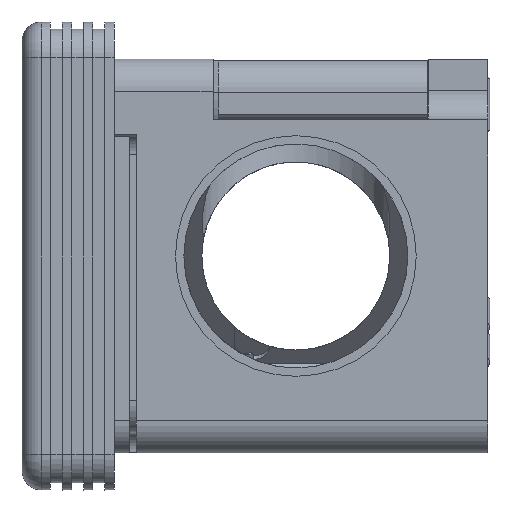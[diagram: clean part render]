
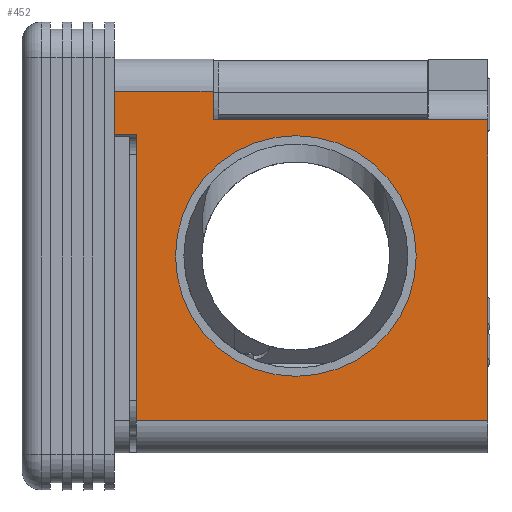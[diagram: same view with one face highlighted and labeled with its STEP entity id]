
A CAD part, left-side view. The second image highlights one B-rep face of the part: STEP entity #452.
In plain terms, the highlighted planar face has unit normal (-1, 0, 0).
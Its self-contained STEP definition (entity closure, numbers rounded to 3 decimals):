
#203 = VERTEX_POINT ( 'NONE', #10442 ) ;
#291 = DIRECTION ( 'NONE',  ( 0., 1., 0. ) ) ;
#452 = ADVANCED_FACE ( 'NONE', ( #5226, #15166 ), #13385, .F. ) ;
#763 = VERTEX_POINT ( 'NONE', #16600 ) ;
#1085 = VECTOR ( 'NONE', #21175, 1000. ) ;
#1363 = VECTOR ( 'NONE', #15207, 1000. ) ;
#1560 = CIRCLE ( 'NONE', #10025, 12.802 ) ;
#2151 = EDGE_CURVE ( 'NONE', #203, #18970, #7132, .T. ) ;
#2219 = VERTEX_POINT ( 'NONE', #15986 ) ;
#2235 = ORIENTED_EDGE ( 'NONE', *, *, #10109, .T. ) ;
#2334 = ORIENTED_EDGE ( 'NONE', *, *, #10248, .F. ) ;
#3679 = CARTESIAN_POINT ( 'NONE',  ( -51.937, 31.167, -48.795 ) ) ;
#4428 = EDGE_CURVE ( 'NONE', #19247, #18991, #16426, .T. ) ;
#4497 = CARTESIAN_POINT ( 'NONE',  ( -51.937, 31.167, -14.886 ) ) ;
#4528 = ORIENTED_EDGE ( 'NONE', *, *, #4428, .F. ) ;
#5226 = FACE_BOUND ( 'NONE', #7840, .T. ) ;
#5266 = DIRECTION ( 'NONE',  ( 0., 0., -1. ) ) ;
#5288 = LINE ( 'NONE', #18772, #19921 ) ;
#5611 = ORIENTED_EDGE ( 'NONE', *, *, #15506, .F. ) ;
#5655 = CARTESIAN_POINT ( 'NONE',  ( -51.937, 20.222, -13.362 ) ) ;
#6347 = EDGE_CURVE ( 'NONE', #2219, #203, #19491, .T. ) ;
#6720 = CARTESIAN_POINT ( 'NONE',  ( -51.937, -8.988, -48.795 ) ) ;
#7132 = LINE ( 'NONE', #20200, #9443 ) ;
#7157 = ORIENTED_EDGE ( 'NONE', *, *, #19946, .F. ) ;
#7644 = CARTESIAN_POINT ( 'NONE',  ( -51.937, 31.167, -14.886 ) ) ;
#7701 = DIRECTION ( 'NONE',  ( 0., 1., 0. ) ) ;
#7840 = EDGE_LOOP ( 'NONE', ( #18118 ) ) ;
#7873 = LINE ( 'NONE', #12621, #21295 ) ;
#8306 = CARTESIAN_POINT ( 'NONE',  ( -51.937, -8.988, -13.362 ) ) ;
#8778 = VECTOR ( 'NONE', #15496, 1000. ) ;
#9265 = CARTESIAN_POINT ( 'NONE',  ( -51.937, 28.373, -14.886 ) ) ;
#9443 = VECTOR ( 'NONE', #5266, 1000. ) ;
#10025 = AXIS2_PLACEMENT_3D ( 'NONE', #12773, #20875, #10899 ) ;
#10056 = AXIS2_PLACEMENT_3D ( 'NONE', #18708, #20280, #10198 ) ;
#10109 = EDGE_CURVE ( 'NONE', #16468, #15801, #11479, .T. ) ;
#10198 = DIRECTION ( 'NONE',  ( 0., 0., -1. ) ) ;
#10248 = EDGE_CURVE ( 'NONE', #16468, #763, #5288, .T. ) ;
#10442 = CARTESIAN_POINT ( 'NONE',  ( -51.937, 20.222, -10.314 ) ) ;
#10899 = DIRECTION ( 'NONE',  ( 0., 0., 1. ) ) ;
#11295 = CARTESIAN_POINT ( 'NONE',  ( -51.937, 31.167, -10.314 ) ) ;
#11479 = LINE ( 'NONE', #6720, #15673 ) ;
#11891 = LINE ( 'NONE', #12111, #1363 ) ;
#12111 = CARTESIAN_POINT ( 'NONE',  ( -51.937, 20.222, -13.362 ) ) ;
#12621 = CARTESIAN_POINT ( 'NONE',  ( -51.937, 28.373, -48.795 ) ) ;
#12773 = CARTESIAN_POINT ( 'NONE',  ( -51.937, 11.418, -27.84 ) ) ;
#13385 = PLANE ( 'NONE',  #10056 ) ;
#14677 = CARTESIAN_POINT ( 'NONE',  ( -51.937, 11.418, -15.038 ) ) ;
#15166 = FACE_OUTER_BOUND ( 'NONE', #18017, .T. ) ;
#15207 = DIRECTION ( 'NONE',  ( 0., -1., 0. ) ) ;
#15496 = DIRECTION ( 'NONE',  ( 0., 0., 1. ) ) ;
#15506 = EDGE_CURVE ( 'NONE', #763, #19247, #7873, .T. ) ;
#15673 = VECTOR ( 'NONE', #21906, 1000. ) ;
#15801 = VERTEX_POINT ( 'NONE', #8306 ) ;
#15986 = CARTESIAN_POINT ( 'NONE',  ( -51.937, 31.167, -10.314 ) ) ;
#16027 = VERTEX_POINT ( 'NONE', #14677 ) ;
#16426 = LINE ( 'NONE', #4497, #21178 ) ;
#16468 = VERTEX_POINT ( 'NONE', #18839 ) ;
#16600 = CARTESIAN_POINT ( 'NONE',  ( -51.937, 28.373, -45.366 ) ) ;
#17276 = LINE ( 'NONE', #3679, #8778 ) ;
#17523 = EDGE_CURVE ( 'NONE', #16027, #16027, #1560, .T. ) ;
#17718 = DIRECTION ( 'NONE',  ( 0., 0., 1. ) ) ;
#18017 = EDGE_LOOP ( 'NONE', ( #20396, #18123, #7157, #4528, #5611, #2334, #2235, #21328 ) ) ;
#18118 = ORIENTED_EDGE ( 'NONE', *, *, #17523, .F. ) ;
#18123 = ORIENTED_EDGE ( 'NONE', *, *, #6347, .F. ) ;
#18708 = CARTESIAN_POINT ( 'NONE',  ( -51.937, 31.167, -48.795 ) ) ;
#18772 = CARTESIAN_POINT ( 'NONE',  ( -51.937, 31.167, -45.366 ) ) ;
#18839 = CARTESIAN_POINT ( 'NONE',  ( -51.937, -8.988, -45.366 ) ) ;
#18970 = VERTEX_POINT ( 'NONE', #5655 ) ;
#18991 = VERTEX_POINT ( 'NONE', #7644 ) ;
#19247 = VERTEX_POINT ( 'NONE', #9265 ) ;
#19491 = LINE ( 'NONE', #11295, #1085 ) ;
#19589 = EDGE_CURVE ( 'NONE', #18970, #15801, #11891, .T. ) ;
#19921 = VECTOR ( 'NONE', #291, 1000. ) ;
#19946 = EDGE_CURVE ( 'NONE', #18991, #2219, #17276, .T. ) ;
#20200 = CARTESIAN_POINT ( 'NONE',  ( -51.937, 20.222, -48.795 ) ) ;
#20280 = DIRECTION ( 'NONE',  ( 1., 0., 0. ) ) ;
#20396 = ORIENTED_EDGE ( 'NONE', *, *, #2151, .F. ) ;
#20875 = DIRECTION ( 'NONE',  ( -1., 0., 0. ) ) ;
#21175 = DIRECTION ( 'NONE',  ( 0., -1., 0. ) ) ;
#21178 = VECTOR ( 'NONE', #7701, 1000. ) ;
#21295 = VECTOR ( 'NONE', #17718, 1000. ) ;
#21328 = ORIENTED_EDGE ( 'NONE', *, *, #19589, .F. ) ;
#21906 = DIRECTION ( 'NONE',  ( 0., 0., 1. ) ) ;
